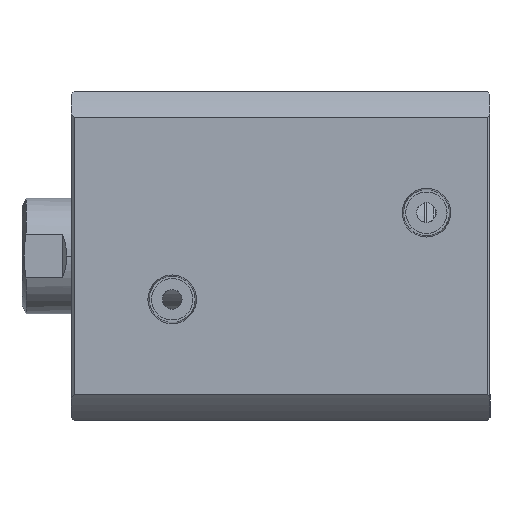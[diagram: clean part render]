
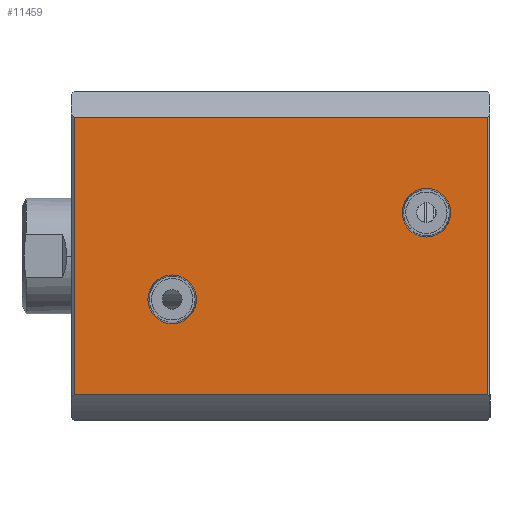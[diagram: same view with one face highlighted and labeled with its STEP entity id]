
A CAD part, left-side view. The second image highlights one B-rep face of the part: STEP entity #11459.
In plain terms, the highlighted face is planar.
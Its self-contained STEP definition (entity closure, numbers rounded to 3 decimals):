
#311 = DIRECTION ( 'NONE',  ( -1., 0., 0. ) ) ;
#386 = EDGE_CURVE ( 'NONE', #2825, #12122, #5350, .T. ) ;
#417 = EDGE_CURVE ( 'NONE', #2419, #10384, #5678, .T. ) ;
#568 = VERTEX_POINT ( 'NONE', #10312 ) ;
#612 = AXIS2_PLACEMENT_3D ( 'NONE', #11093, #5282, #12064 ) ;
#756 = EDGE_LOOP ( 'NONE', ( #9394, #9997, #10615, #6377 ) ) ;
#865 = VERTEX_POINT ( 'NONE', #11201 ) ;
#1002 = ORIENTED_EDGE ( 'NONE', *, *, #417, .F. ) ;
#1179 = FACE_BOUND ( 'NONE', #1618, .T. ) ;
#1207 = CARTESIAN_POINT ( 'NONE',  ( -47.971, 57., 144. ) ) ;
#1248 = CARTESIAN_POINT ( 'NONE',  ( -15., 57., 43.428 ) ) ;
#1473 = FACE_BOUND ( 'NONE', #9256, .T. ) ;
#1618 = EDGE_LOOP ( 'NONE', ( #10453, #1002 ) ) ;
#1675 = EDGE_CURVE ( 'NONE', #12611, #9908, #3565, .T. ) ;
#1696 = CIRCLE ( 'NONE', #612, 8.428 ) ;
#2419 = VERTEX_POINT ( 'NONE', #3710 ) ;
#2641 = DIRECTION ( 'NONE',  ( 0., 0., -1. ) ) ;
#2774 = AXIS2_PLACEMENT_3D ( 'NONE', #8046, #10975, #5166 ) ;
#2825 = VERTEX_POINT ( 'NONE', #4876 ) ;
#3194 = CARTESIAN_POINT ( 'NONE',  ( 47.971, 57., 144. ) ) ;
#3316 = DIRECTION ( 'NONE',  ( 0., 1., 0. ) ) ;
#3565 = LINE ( 'NONE', #4609, #3874 ) ;
#3710 = CARTESIAN_POINT ( 'NONE',  ( 15., 57., 114.572 ) ) ;
#3795 = FACE_OUTER_BOUND ( 'NONE', #756, .T. ) ;
#3806 = DIRECTION ( 'NONE',  ( 0., 0., 1. ) ) ;
#3874 = VECTOR ( 'NONE', #10431, 1000. ) ;
#4182 = VECTOR ( 'NONE', #2641, 1000. ) ;
#4609 = CARTESIAN_POINT ( 'NONE',  ( 57., 57., 144. ) ) ;
#4876 = CARTESIAN_POINT ( 'NONE',  ( -15., 57., 26.572 ) ) ;
#5166 = DIRECTION ( 'NONE',  ( 0., 0., -1. ) ) ;
#5282 = DIRECTION ( 'NONE',  ( 0., 1., 0. ) ) ;
#5350 = CIRCLE ( 'NONE', #9329, 8.428 ) ;
#5436 = EDGE_CURVE ( 'NONE', #12611, #865, #9670, .T. ) ;
#5649 = VECTOR ( 'NONE', #3806, 1000. ) ;
#5678 = CIRCLE ( 'NONE', #8670, 8.428 ) ;
#5780 = VECTOR ( 'NONE', #311, 1000. ) ;
#6377 = ORIENTED_EDGE ( 'NONE', *, *, #12143, .T. ) ;
#6746 = CARTESIAN_POINT ( 'NONE',  ( 15., 57., 123. ) ) ;
#8046 = CARTESIAN_POINT ( 'NONE',  ( -57., 57., 145. ) ) ;
#8299 = ORIENTED_EDGE ( 'NONE', *, *, #9923, .F. ) ;
#8510 = LINE ( 'NONE', #9645, #5649 ) ;
#8575 = DIRECTION ( 'NONE',  ( 0., 0., 1. ) ) ;
#8670 = AXIS2_PLACEMENT_3D ( 'NONE', #6746, #10539, #8575 ) ;
#9164 = CARTESIAN_POINT ( 'NONE',  ( -15., 57., 35. ) ) ;
#9186 = EDGE_CURVE ( 'NONE', #10384, #2419, #1696, .T. ) ;
#9227 = CARTESIAN_POINT ( 'NONE',  ( -15., 57., 35. ) ) ;
#9256 = EDGE_LOOP ( 'NONE', ( #8299, #11518 ) ) ;
#9329 = AXIS2_PLACEMENT_3D ( 'NONE', #9227, #10151, #10195 ) ;
#9394 = ORIENTED_EDGE ( 'NONE', *, *, #5436, .F. ) ;
#9645 = CARTESIAN_POINT ( 'NONE',  ( 47.971, 57., 300. ) ) ;
#9670 = LINE ( 'NONE', #10437, #4182 ) ;
#9908 = VERTEX_POINT ( 'NONE', #3194 ) ;
#9923 = EDGE_CURVE ( 'NONE', #12122, #2825, #11117, .T. ) ;
#9997 = ORIENTED_EDGE ( 'NONE', *, *, #1675, .T. ) ;
#10128 = DIRECTION ( 'NONE',  ( 0., 0., 1. ) ) ;
#10151 = DIRECTION ( 'NONE',  ( 0., 1., 0. ) ) ;
#10195 = DIRECTION ( 'NONE',  ( 0., 0., 1. ) ) ;
#10312 = CARTESIAN_POINT ( 'NONE',  ( 47.971, 57., 1. ) ) ;
#10384 = VERTEX_POINT ( 'NONE', #11132 ) ;
#10431 = DIRECTION ( 'NONE',  ( 1., 0., 0. ) ) ;
#10437 = CARTESIAN_POINT ( 'NONE',  ( -47.971, 57., 300. ) ) ;
#10453 = ORIENTED_EDGE ( 'NONE', *, *, #9186, .F. ) ;
#10539 = DIRECTION ( 'NONE',  ( 0., 1., 0. ) ) ;
#10615 = ORIENTED_EDGE ( 'NONE', *, *, #11215, .F. ) ;
#10917 = LINE ( 'NONE', #10999, #5780 ) ;
#10926 = PLANE ( 'NONE',  #2774 ) ;
#10975 = DIRECTION ( 'NONE',  ( 0., -1., 0. ) ) ;
#10999 = CARTESIAN_POINT ( 'NONE',  ( -57., 57., 1. ) ) ;
#11093 = CARTESIAN_POINT ( 'NONE',  ( 15., 57., 123. ) ) ;
#11117 = CIRCLE ( 'NONE', #12523, 8.428 ) ;
#11132 = CARTESIAN_POINT ( 'NONE',  ( 15., 57., 131.428 ) ) ;
#11201 = CARTESIAN_POINT ( 'NONE',  ( -47.971, 57., 1. ) ) ;
#11215 = EDGE_CURVE ( 'NONE', #568, #9908, #8510, .T. ) ;
#11459 = ADVANCED_FACE ( 'NONE', ( #1473, #1179, #3795 ), #10926, .F. ) ;
#11518 = ORIENTED_EDGE ( 'NONE', *, *, #386, .F. ) ;
#12064 = DIRECTION ( 'NONE',  ( 0., 0., 1. ) ) ;
#12122 = VERTEX_POINT ( 'NONE', #1248 ) ;
#12143 = EDGE_CURVE ( 'NONE', #568, #865, #10917, .T. ) ;
#12523 = AXIS2_PLACEMENT_3D ( 'NONE', #9164, #3316, #10128 ) ;
#12611 = VERTEX_POINT ( 'NONE', #1207 ) ;
